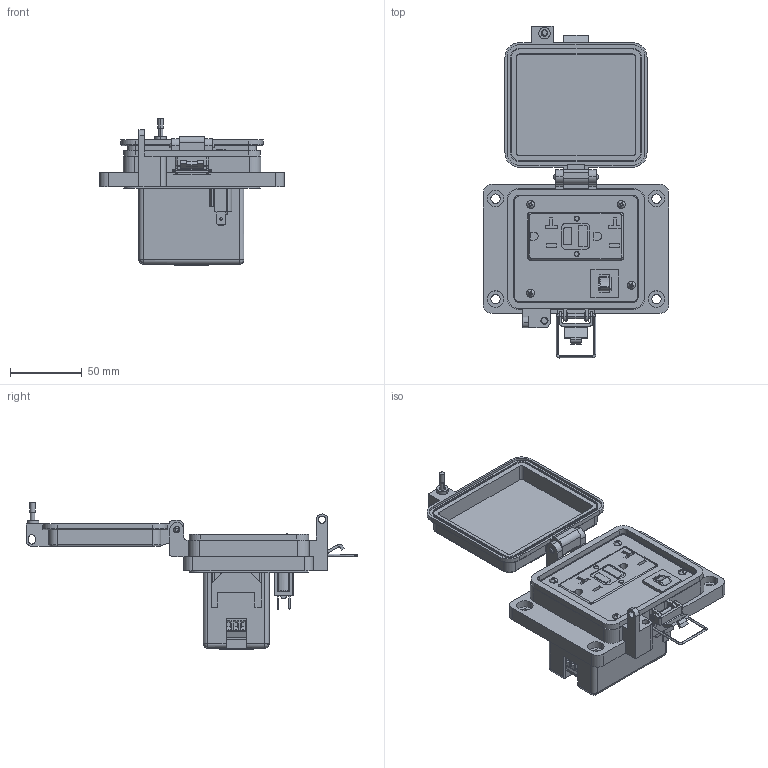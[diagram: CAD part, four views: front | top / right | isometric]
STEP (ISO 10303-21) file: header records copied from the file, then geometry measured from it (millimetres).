
FILE_DESCRIPTION (( 'STEP AP203' ), '1' );
FILE_NAME ('H-RF3-K3_3D.STEP', '2020-03-10T20:33:28', ( '' ), ( '' ), 'SwSTEP 2.0', 'SolidWorks 2019', '' );
FILE_SCHEMA (( 'CONFIG_CONTROL_DESIGN' ));
Length unit declared in the file: millimetre
Products named in the file (11): H-RF3-K3_3D; Z-000-4243316TFP; Z-200-OTLT-GFIH-1_sheared; Z-CB-SM; RF; H-RF3-K3_BP240_1; Z-H-K3_B; H-RF3-K3_FP060_1; -K3; Z-200-OTLT-RIOF_RF; CBX
Assembly tree (13 placements, depth 3):
  H-RF3-K3_3D
    H-RF3-K3_FP060_1
    Z-000-4243316TFP  x4
    H-RF3-K3_BP240_1
    RF
      Z-200-OTLT-RIOF_RF
      Z-200-OTLT-GFIH-1_sheared
    CBX
      Z-CB-SM
    -K3
      Z-H-K3_B
Bounding box: 129 x 231.18 x 102.7 mm (x, y, z)
Volume: 289288.1 mm3; surface area: 167379.7 mm2
Topology: 34 solids, 34 shells, 2190 faces, 5946 edges, 3912 vertices
Faces by surface type: plane 1342, cylinder 632, bspline 107, cone 59, torus 30, sphere 20
Entity records: 65853 total; most frequent: CARTESIAN_POINT 13251, ORIENTED_EDGE 10884, DIRECTION 10442, EDGE_CURVE 5442, LINE 3836, VECTOR 3836, VERTEX_POINT 3582, AXIS2_PLACEMENT_3D 3303
